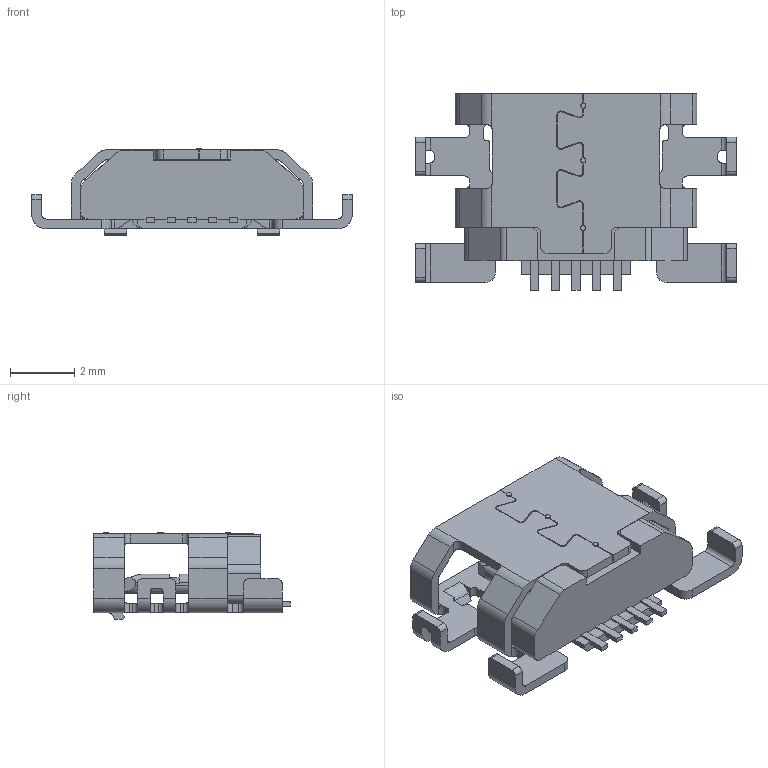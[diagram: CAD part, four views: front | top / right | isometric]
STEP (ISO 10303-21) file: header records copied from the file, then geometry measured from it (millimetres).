
FILE_DESCRIPTION(('CoCreate Modeling STEP Export'),'2;1');
FILE_NAME('0.stp','2018-01-10T20:09:43',(''),(''),'CoCreate Modeling STEP processor for AP214 (Solid Model)','CoCreate Modeling 16.00 13-May-2008 (C) Parametric Technology GmbH','');
FILE_SCHEMA(('AUTOMOTIVE_DESIGN { 1 0 10303 214 1 1 1 1 }'));
Length unit declared in the file: millimetre
Products named in the file (5): 4DIP16HOUSING_1; _X2_6C89677F_X0_2_1_X2_4E0D5E26; 010101010-088__X2_6C89677F_X0_2; 1_ASM; .stp
Assembly tree (4 placements, depth 5):
  .stp
    1_ASM
      010101010-088__X2_6C89677F_X0_2
        _X2_6C89677F_X0_2_1_X2_4E0D5E26
          4DIP16HOUSING_1
Bounding box: 9.95 x 6.1 x 2.68 mm (x, y, z)
Volume: 47.6 mm3; surface area: 265.1 mm2
Topology: 1 solids, 1 shells, 579 faces, 1678 edges, 1072 vertices
Faces by surface type: plane 377, cylinder 180, cone 16, bspline 4, torus 2
Entity records: 19443 total; most frequent: CARTESIAN_POINT 3998, ORIENTED_EDGE 3356, DIRECTION 3097, EDGE_CURVE 1678, VECTOR 1223, LINE 1223, VERTEX_POINT 1072, AXIS2_PLACEMENT_3D 937
